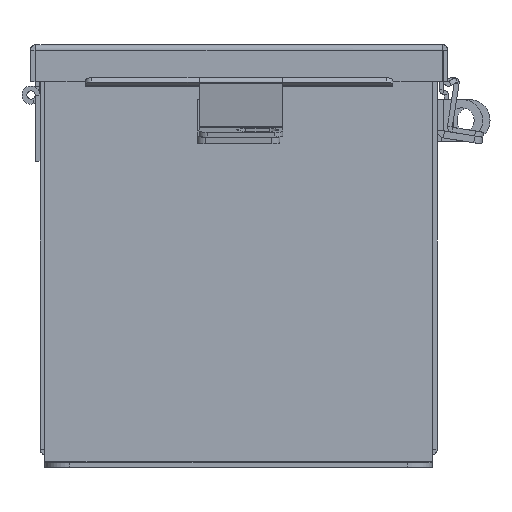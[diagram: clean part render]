
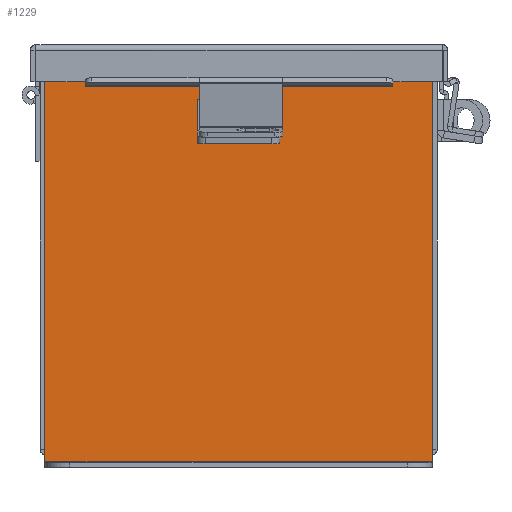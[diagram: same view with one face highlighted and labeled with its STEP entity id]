
A CAD part, front view. The second image highlights one B-rep face of the part: STEP entity #1229.
In plain terms, the highlighted face is planar.
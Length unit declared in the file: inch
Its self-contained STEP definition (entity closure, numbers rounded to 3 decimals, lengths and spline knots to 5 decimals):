
#62 = LINE ( 'NONE', #4318, #12682 ) ;
#81 = ORIENTED_EDGE ( 'NONE', *, *, #2173, .F. ) ;
#147 = CARTESIAN_POINT ( 'NONE',  ( 2.5823, 0., 2.87495 ) ) ;
#235 = LINE ( 'NONE', #7900, #12487 ) ;
#338 = LINE ( 'NONE', #14380, #10184 ) ;
#532 = ORIENTED_EDGE ( 'NONE', *, *, #6273, .F. ) ;
#650 = ORIENTED_EDGE ( 'NONE', *, *, #14570, .T. ) ;
#1167 = CARTESIAN_POINT ( 'NONE',  ( -2.61965, 0., 2.87495 ) ) ;
#1229 = ADVANCED_FACE ( 'NONE', ( #6181 ), #5856, .F. ) ;
#1432 = ORIENTED_EDGE ( 'NONE', *, *, #1662, .T. ) ;
#1618 = DIRECTION ( 'NONE',  ( 0., 1., 0. ) ) ;
#1662 = EDGE_CURVE ( 'NONE', #4926, #6007, #2303, .T. ) ;
#2005 = DIRECTION ( 'NONE',  ( 0., 1., 0. ) ) ;
#2173 = EDGE_CURVE ( 'NONE', #13269, #9651, #235, .T. ) ;
#2303 = LINE ( 'NONE', #3759, #5078 ) ;
#2322 = DIRECTION ( 'NONE',  ( 0., -1., 0. ) ) ;
#2465 = CIRCLE ( 'NONE', #5016, 0.01868 ) ;
#2681 = VERTEX_POINT ( 'NONE', #6604 ) ;
#2975 = LINE ( 'NONE', #11317, #5769 ) ;
#2990 = CARTESIAN_POINT ( 'NONE',  ( 2.61965, 0., 2.87495 ) ) ;
#3164 = EDGE_CURVE ( 'NONE', #12461, #6007, #2975, .T. ) ;
#3228 = CARTESIAN_POINT ( 'NONE',  ( -2.9253, 0., 2.9253 ) ) ;
#3368 = CARTESIAN_POINT ( 'NONE',  ( 2.9253, 0., -3.0993 ) ) ;
#3403 = CARTESIAN_POINT ( 'NONE',  ( -2.5823, 0., 0. ) ) ;
#3471 = VERTEX_POINT ( 'NONE', #5797 ) ;
#3664 = EDGE_CURVE ( 'NONE', #14395, #3471, #12799, .T. ) ;
#3759 = CARTESIAN_POINT ( 'NONE',  ( -2.5823, 0., 2.9123 ) ) ;
#3893 = CARTESIAN_POINT ( 'NONE',  ( 2.9253, 0., 2.9253 ) ) ;
#4318 = CARTESIAN_POINT ( 'NONE',  ( 2.61965, 0., 0. ) ) ;
#4371 = DIRECTION ( 'NONE',  ( 1., 0., 0. ) ) ;
#4383 = DIRECTION ( 'NONE',  ( 0., 0., -1. ) ) ;
#4434 = ORIENTED_EDGE ( 'NONE', *, *, #7519, .F. ) ;
#4877 = VECTOR ( 'NONE', #10518, 39.37008 ) ;
#4926 = VERTEX_POINT ( 'NONE', #6850 ) ;
#5016 = AXIS2_PLACEMENT_3D ( 'NONE', #9133, #2005, #10312 ) ;
#5078 = VECTOR ( 'NONE', #8543, 39.37008 ) ;
#5103 = DIRECTION ( 'NONE',  ( 1., 0., 0. ) ) ;
#5233 = CARTESIAN_POINT ( 'NONE',  ( -2.9253, 0., 2.9253 ) ) ;
#5453 = ORIENTED_EDGE ( 'NONE', *, *, #7557, .T. ) ;
#5577 = ORIENTED_EDGE ( 'NONE', *, *, #13803, .T. ) ;
#5608 = ORIENTED_EDGE ( 'NONE', *, *, #3164, .F. ) ;
#5769 = VECTOR ( 'NONE', #6561, 39.37008 ) ;
#5797 = CARTESIAN_POINT ( 'NONE',  ( -2.61965, 0., 2.9253 ) ) ;
#5856 = PLANE ( 'NONE',  #9778 ) ;
#6007 = VERTEX_POINT ( 'NONE', #11171 ) ;
#6155 = EDGE_CURVE ( 'NONE', #2681, #7809, #62, .T. ) ;
#6181 = FACE_OUTER_BOUND ( 'NONE', #9390, .T. ) ;
#6273 = EDGE_CURVE ( 'NONE', #4926, #12633, #8044, .T. ) ;
#6449 = CARTESIAN_POINT ( 'NONE',  ( -2.61965, 0., 0. ) ) ;
#6507 = EDGE_CURVE ( 'NONE', #7809, #12461, #14864, .T. ) ;
#6561 = DIRECTION ( 'NONE',  ( 0., 0., 1. ) ) ;
#6604 = CARTESIAN_POINT ( 'NONE',  ( 2.61965, 0., 2.9253 ) ) ;
#6706 = CARTESIAN_POINT ( 'NONE',  ( 2.9253, 0., 2.9253 ) ) ;
#6850 = CARTESIAN_POINT ( 'NONE',  ( -2.5823, 0., 2.9123 ) ) ;
#7319 = VERTEX_POINT ( 'NONE', #5233 ) ;
#7426 = DIRECTION ( 'NONE',  ( 0., 0., -1. ) ) ;
#7519 = EDGE_CURVE ( 'NONE', #12633, #14395, #2465, .T. ) ;
#7557 = EDGE_CURVE ( 'NONE', #13269, #7319, #13952, .T. ) ;
#7720 = LINE ( 'NONE', #13388, #10136 ) ;
#7809 = VERTEX_POINT ( 'NONE', #2990 ) ;
#7900 = CARTESIAN_POINT ( 'NONE',  ( -2.9253, 0., -3.0993 ) ) ;
#7923 = DIRECTION ( 'NONE',  ( 0., 0., 1. ) ) ;
#8044 = LINE ( 'NONE', #3403, #4877 ) ;
#8543 = DIRECTION ( 'NONE',  ( 1., 0., 0. ) ) ;
#8742 = CARTESIAN_POINT ( 'NONE',  ( 2.60098, 0., 2.87495 ) ) ;
#9133 = CARTESIAN_POINT ( 'NONE',  ( -2.60097, 0., 2.87495 ) ) ;
#9271 = VECTOR ( 'NONE', #12366, 39.37008 ) ;
#9390 = EDGE_LOOP ( 'NONE', ( #10120, #4434, #532, #1432, #5608, #11694, #14461, #5577, #650, #81, #5453, #11631 ) ) ;
#9594 = VECTOR ( 'NONE', #7426, 39.37008 ) ;
#9620 = DIRECTION ( 'NONE',  ( 1., 0., 0. ) ) ;
#9651 = VERTEX_POINT ( 'NONE', #3368 ) ;
#9778 = AXIS2_PLACEMENT_3D ( 'NONE', #15319, #2322, #4383 ) ;
#9911 = DIRECTION ( 'NONE',  ( 0., 0., -1. ) ) ;
#10120 = ORIENTED_EDGE ( 'NONE', *, *, #3664, .F. ) ;
#10131 = EDGE_CURVE ( 'NONE', #7319, #3471, #7720, .T. ) ;
#10136 = VECTOR ( 'NONE', #5103, 39.37008 ) ;
#10184 = VECTOR ( 'NONE', #9620, 39.37008 ) ;
#10312 = DIRECTION ( 'NONE',  ( 0., 0., -1. ) ) ;
#10518 = DIRECTION ( 'NONE',  ( 0., 0., -1. ) ) ;
#11171 = CARTESIAN_POINT ( 'NONE',  ( 2.5823, 0., 2.9123 ) ) ;
#11317 = CARTESIAN_POINT ( 'NONE',  ( 2.5823, 0., 0. ) ) ;
#11421 = DIRECTION ( 'NONE',  ( 0., 0., -1. ) ) ;
#11505 = VERTEX_POINT ( 'NONE', #6706 ) ;
#11631 = ORIENTED_EDGE ( 'NONE', *, *, #10131, .T. ) ;
#11694 = ORIENTED_EDGE ( 'NONE', *, *, #6507, .F. ) ;
#12308 = CARTESIAN_POINT ( 'NONE',  ( -2.9253, 0., -3.0993 ) ) ;
#12366 = DIRECTION ( 'NONE',  ( 0., 0., 1. ) ) ;
#12381 = LINE ( 'NONE', #3893, #9594 ) ;
#12461 = VERTEX_POINT ( 'NONE', #147 ) ;
#12487 = VECTOR ( 'NONE', #4371, 39.37008 ) ;
#12633 = VERTEX_POINT ( 'NONE', #14639 ) ;
#12682 = VECTOR ( 'NONE', #11421, 39.37008 ) ;
#12799 = LINE ( 'NONE', #6449, #9271 ) ;
#13269 = VERTEX_POINT ( 'NONE', #12308 ) ;
#13388 = CARTESIAN_POINT ( 'NONE',  ( -2.9253, 0., 2.9253 ) ) ;
#13559 = VECTOR ( 'NONE', #7923, 39.37008 ) ;
#13803 = EDGE_CURVE ( 'NONE', #2681, #11505, #338, .T. ) ;
#13952 = LINE ( 'NONE', #3228, #13559 ) ;
#14162 = AXIS2_PLACEMENT_3D ( 'NONE', #8742, #1618, #9911 ) ;
#14380 = CARTESIAN_POINT ( 'NONE',  ( -2.9253, 0., 2.9253 ) ) ;
#14395 = VERTEX_POINT ( 'NONE', #1167 ) ;
#14461 = ORIENTED_EDGE ( 'NONE', *, *, #6155, .F. ) ;
#14570 = EDGE_CURVE ( 'NONE', #11505, #9651, #12381, .T. ) ;
#14639 = CARTESIAN_POINT ( 'NONE',  ( -2.5823, 0., 2.87495 ) ) ;
#14864 = CIRCLE ( 'NONE', #14162, 0.01868 ) ;
#15319 = CARTESIAN_POINT ( 'NONE',  ( 0., 0., 0. ) ) ;
